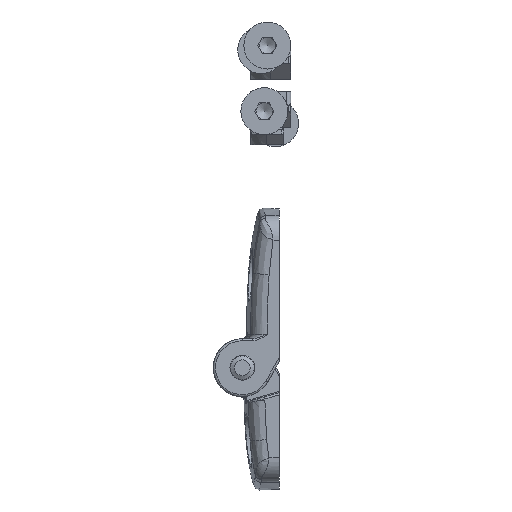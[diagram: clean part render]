
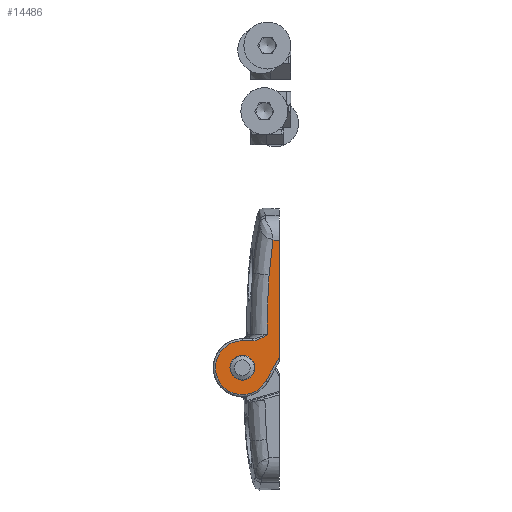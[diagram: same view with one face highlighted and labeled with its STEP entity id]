
A CAD part, left-side view. The second image highlights one B-rep face of the part: STEP entity #14486.
In plain terms, the highlighted face is planar.
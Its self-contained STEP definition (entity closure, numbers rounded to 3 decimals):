
#526=FACE_BOUND('',#2533,.T.);
#575=PLANE('',#15878);
#1101=B_SPLINE_CURVE_WITH_KNOTS('',3,(#26743,#26744,#26745,#26746,#26747,
#26748,#26749,#26750,#26751,#26752,#26753,#26754,#26755,#26756,#26757,#26758,
#26759,#26760,#26761,#26762,#26763,#26764,#26765,#26766,#26767,#26768,#26769,
#26770,#26771,#26772,#26773,#26774,#26775,#26776),.UNSPECIFIED.,.F.,.F.,
(4,3,3,3,3,3,3,3,3,3,3,4),(0.,0.001,0.001,
0.001,0.002,0.002,0.002,
0.002,0.003,0.003,0.004,
0.004),.UNSPECIFIED.);
#1102=B_SPLINE_CURVE_WITH_KNOTS('',3,(#26781,#26782,#26783,#26784,#26785,
#26786,#26787),.UNSPECIFIED.,.F.,.F.,(4,3,4),(0.005,0.013,
0.013),.UNSPECIFIED.);
#1636=FACE_OUTER_BOUND('',#2532,.T.);
#2532=EDGE_LOOP('',(#10665,#10666,#10667,#10668,#10669,#10670,#10671,#10672));
#2533=EDGE_LOOP('',(#10673));
#3416=LINE('',#26360,#4510);
#3434=LINE('',#26777,#4528);
#3435=LINE('',#26778,#4529);
#3436=LINE('',#26780,#4530);
#4510=VECTOR('',#18033,1000.);
#4528=VECTOR('',#18129,1000.);
#4529=VECTOR('',#18130,1000.);
#4530=VECTOR('',#18131,1000.);
#5624=CIRCLE('',#15800,3.);
#5625=CIRCLE('',#15802,6.5);
#5667=CIRCLE('',#15879,244.758);
#6370=VERTEX_POINT('',#26049);
#6371=VERTEX_POINT('',#26053);
#6372=VERTEX_POINT('',#26054);
#6439=VERTEX_POINT('',#26357);
#6440=VERTEX_POINT('',#26359);
#6481=VERTEX_POINT('',#26739);
#6482=VERTEX_POINT('',#26740);
#6483=VERTEX_POINT('',#26742);
#6484=VERTEX_POINT('',#26779);
#7921=EDGE_CURVE('',#6370,#6370,#5624,.T.);
#7922=EDGE_CURVE('',#6371,#6372,#5625,.T.);
#7994=EDGE_CURVE('',#6440,#6439,#3416,.T.);
#8052=EDGE_CURVE('',#6481,#6482,#5667,.T.);
#8053=EDGE_CURVE('',#6482,#6483,#1101,.T.);
#8054=EDGE_CURVE('',#6483,#6371,#3434,.T.);
#8055=EDGE_CURVE('',#6372,#6440,#3435,.T.);
#8056=EDGE_CURVE('',#6484,#6439,#3436,.T.);
#8057=EDGE_CURVE('',#6484,#6481,#1102,.T.);
#10665=ORIENTED_EDGE('',*,*,#8052,.T.);
#10666=ORIENTED_EDGE('',*,*,#8053,.T.);
#10667=ORIENTED_EDGE('',*,*,#8054,.T.);
#10668=ORIENTED_EDGE('',*,*,#7922,.T.);
#10669=ORIENTED_EDGE('',*,*,#8055,.T.);
#10670=ORIENTED_EDGE('',*,*,#7994,.T.);
#10671=ORIENTED_EDGE('',*,*,#8056,.F.);
#10672=ORIENTED_EDGE('',*,*,#8057,.T.);
#10673=ORIENTED_EDGE('',*,*,#7921,.T.);
#14486=ADVANCED_FACE('',(#1636,#526),#575,.F.);
#15800=AXIS2_PLACEMENT_3D('',#26051,#17916,#17917);
#15802=AXIS2_PLACEMENT_3D('',#26055,#17920,#17921);
#15878=AXIS2_PLACEMENT_3D('',#26738,#18125,#18126);
#15879=AXIS2_PLACEMENT_3D('',#26741,#18127,#18128);
#17916=DIRECTION('center_axis',(-1.,0.,0.));
#17917=DIRECTION('ref_axis',(0.,0.,1.));
#17920=DIRECTION('center_axis',(1.,0.,0.));
#17921=DIRECTION('ref_axis',(0.,0.,1.));
#18033=DIRECTION('',(0.,0.,-1.));
#18125=DIRECTION('center_axis',(-1.,0.,0.));
#18126=DIRECTION('ref_axis',(0.,0.,1.));
#18127=DIRECTION('center_axis',(1.,0.,0.));
#18128=DIRECTION('ref_axis',(0.,1.,-0.003));
#18129=DIRECTION('',(0.,1.,0.));
#18130=DIRECTION('',(0.,-0.5,-0.866));
#18131=DIRECTION('',(0.,-1.,0.));
#26049=CARTESIAN_POINT('',(24.,8.9,3.));
#26051=CARTESIAN_POINT('Origin',(24.,8.9,0.));
#26053=CARTESIAN_POINT('',(24.,8.9,-6.5));
#26054=CARTESIAN_POINT('',(24.,3.271,3.25));
#26055=CARTESIAN_POINT('Origin',(24.,8.9,0.));
#26357=CARTESIAN_POINT('',(24.,0.,-30.761));
#26359=CARTESIAN_POINT('',(24.,0.,-2.415));
#26360=CARTESIAN_POINT('',(24.,0.,1.134));
#26738=CARTESIAN_POINT('Origin',(24.,7.9,10.));
#26739=CARTESIAN_POINT('',(24.,2.447,-22.454));
#26740=CARTESIAN_POINT('',(24.,2.916,-8.));
#26741=CARTESIAN_POINT('Origin',(24.,-241.841,-7.302));
#26742=CARTESIAN_POINT('',(24.,6.486,-6.5));
#26743=CARTESIAN_POINT('Ctrl Pts',(24.,2.916,-8.));
#26744=CARTESIAN_POINT('Ctrl Pts',(24.,3.106,-7.875));
#26745=CARTESIAN_POINT('Ctrl Pts',(24.,3.297,-7.75));
#26746=CARTESIAN_POINT('Ctrl Pts',(24.,3.49,-7.628));
#26747=CARTESIAN_POINT('Ctrl Pts',(24.,3.574,-7.575));
#26748=CARTESIAN_POINT('Ctrl Pts',(24.,3.657,-7.523));
#26749=CARTESIAN_POINT('Ctrl Pts',(24.,3.741,-7.472));
#26750=CARTESIAN_POINT('Ctrl Pts',(24.,3.868,-7.395));
#26751=CARTESIAN_POINT('Ctrl Pts',(24.,3.995,-7.32));
#26752=CARTESIAN_POINT('Ctrl Pts',(24.,4.124,-7.247));
#26753=CARTESIAN_POINT('Ctrl Pts',(24.,4.256,-7.173));
#26754=CARTESIAN_POINT('Ctrl Pts',(24.,4.391,-7.101));
#26755=CARTESIAN_POINT('Ctrl Pts',(24.,4.528,-7.033));
#26756=CARTESIAN_POINT('Ctrl Pts',(24.,4.551,-7.022));
#26757=CARTESIAN_POINT('Ctrl Pts',(24.,4.574,-7.01));
#26758=CARTESIAN_POINT('Ctrl Pts',(24.,4.597,-6.999));
#26759=CARTESIAN_POINT('Ctrl Pts',(24.,4.597,-6.999));
#26760=CARTESIAN_POINT('Ctrl Pts',(24.,4.597,-6.999));
#26761=CARTESIAN_POINT('Ctrl Pts',(24.,4.597,-6.999));
#26762=CARTESIAN_POINT('Ctrl Pts',(24.,4.743,-6.928));
#26763=CARTESIAN_POINT('Ctrl Pts',(24.,4.893,-6.862));
#26764=CARTESIAN_POINT('Ctrl Pts',(24.,5.045,-6.802));
#26765=CARTESIAN_POINT('Ctrl Pts',(24.,5.198,-6.742));
#26766=CARTESIAN_POINT('Ctrl Pts',(24.,5.355,-6.689));
#26767=CARTESIAN_POINT('Ctrl Pts',(24.,5.514,-6.644));
#26768=CARTESIAN_POINT('Ctrl Pts',(24.,5.514,-6.644));
#26769=CARTESIAN_POINT('Ctrl Pts',(24.,5.514,-6.644));
#26770=CARTESIAN_POINT('Ctrl Pts',(24.,5.514,-6.644));
#26771=CARTESIAN_POINT('Ctrl Pts',(24.,5.71,-6.588));
#26772=CARTESIAN_POINT('Ctrl Pts',(24.,5.91,-6.546));
#26773=CARTESIAN_POINT('Ctrl Pts',(24.,6.112,-6.523));
#26774=CARTESIAN_POINT('Ctrl Pts',(24.,6.235,-6.508));
#26775=CARTESIAN_POINT('Ctrl Pts',(24.,6.36,-6.5));
#26776=CARTESIAN_POINT('Ctrl Pts',(24.,6.486,-6.5));
#26777=CARTESIAN_POINT('',(24.,7.9,-6.5));
#26778=CARTESIAN_POINT('',(24.,7.351,10.317));
#26779=CARTESIAN_POINT('',(24.,1.515,-30.761));
#26780=CARTESIAN_POINT('',(24.,15.9,-30.761));
#26781=CARTESIAN_POINT('Ctrl Pts',(24.,1.515,-30.761));
#26782=CARTESIAN_POINT('Ctrl Pts',(24.,1.926,-28.239));
#26783=CARTESIAN_POINT('Ctrl Pts',(24.,2.222,-25.701));
#26784=CARTESIAN_POINT('Ctrl Pts',(24.,2.402,-23.146));
#26785=CARTESIAN_POINT('Ctrl Pts',(24.,2.418,-22.915));
#26786=CARTESIAN_POINT('Ctrl Pts',(24.,2.433,-22.685));
#26787=CARTESIAN_POINT('Ctrl Pts',(24.,2.447,-22.454));
